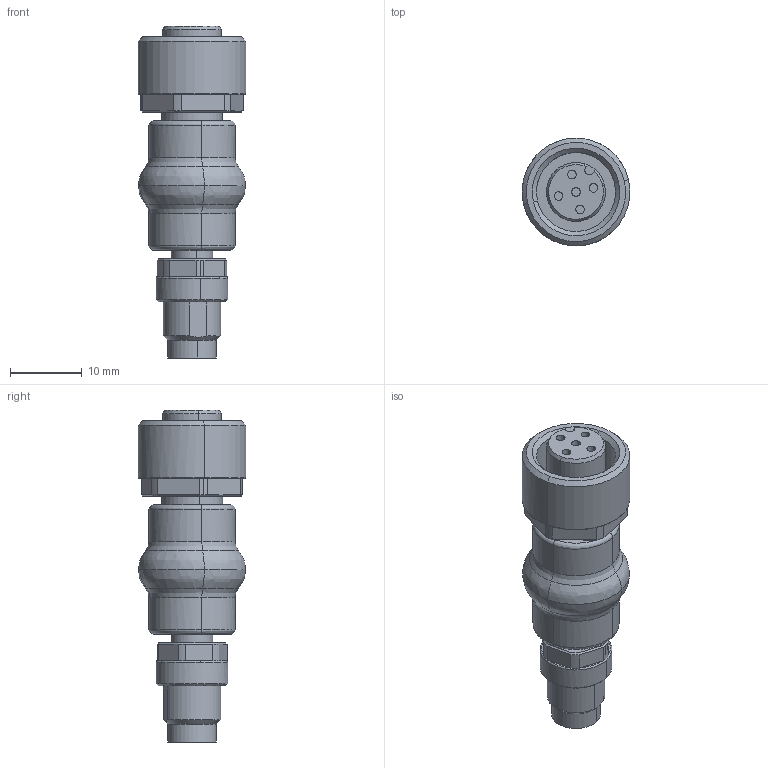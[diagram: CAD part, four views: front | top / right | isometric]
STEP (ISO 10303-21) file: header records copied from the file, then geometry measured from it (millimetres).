
FILE_DESCRIPTION(('CATIA V5 STEP Exchange','CAx-IF Rec.Pracs.--- Model Styling and Organization---1.4--- 2014-01-23'),'2;1');
FILE_NAME ('480437-2_0_1473460000_1473460000.stp','2020-11-16T09:28:44+00:00',('none'),('Weidmueller'),'CATIA Version 5-6 Release 2016 SP3 HF44','CATIA V5 STEP AP214','none');
FILE_SCHEMA(('AUTOMOTIVE_DESIGN { 1 0 10303 214 1 1 1 1 }'));
Length unit declared in the file: millimetre
Products named in the file (1): 1473460000
Bounding box: 14.98 x 14.99 x 46.2 mm (x, y, z)
Volume: 4536.8 mm3; surface area: 3179.2 mm2
Topology: 3 solids, 3 shells, 198 faces, 449 edges, 272 vertices
Faces by surface type: cylinder 63, plane 56, bspline 48, cone 27, torus 4
Entity records: 5961 total; most frequent: CARTESIAN_POINT 2198, ORIENTED_EDGE 898, DIRECTION 560, EDGE_CURVE 449, AXIS2_PLACEMENT_3D 279, VERTEX_POINT 272, EDGE_LOOP 215, ADVANCED_FACE 198
